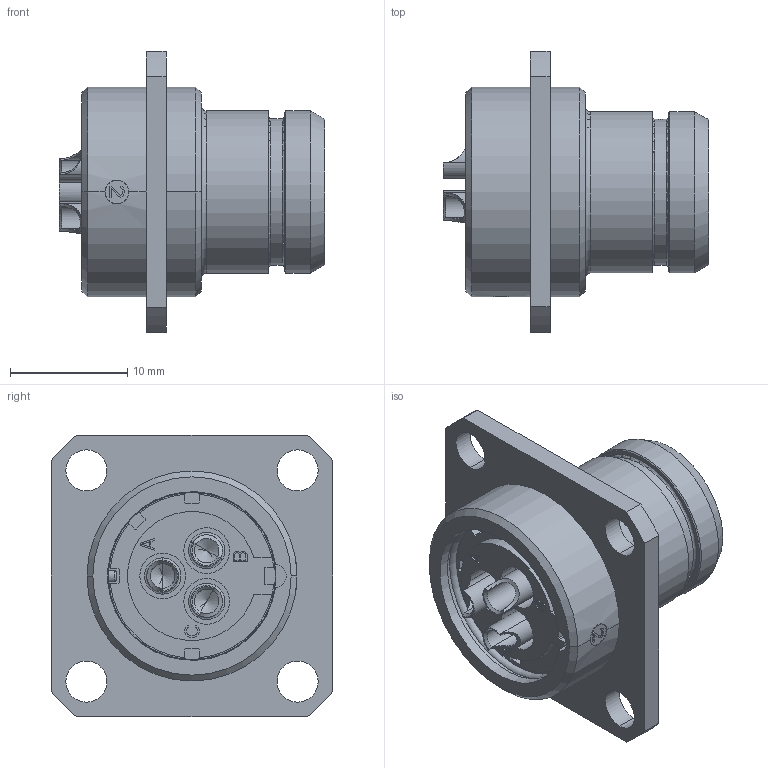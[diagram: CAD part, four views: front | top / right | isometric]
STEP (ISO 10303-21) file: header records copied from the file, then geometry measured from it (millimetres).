
FILE_DESCRIPTION((''),'2;1');
FILE_NAME('1332E103FZ','2024-07-24T09:45:52',('paultorloting'),('NET AG system integration'),'CREO PARAMETRIC BY PTC INC, 2021404','CREO PARAMETRIC BY PTC INC, 2021404','');
FILE_SCHEMA(('AUTOMOTIVE_DESIGN { 1 0 10303 214 1 1 1 1 }'));
Length unit declared in the file: millimetre
Products named in the file (1): 1332E103FZ
Bounding box: 22.6 x 24 x 24 mm (x, y, z)
Volume: 3886.6 mm3; surface area: 4301.1 mm2
Topology: 1 solids, 1 shells, 386 faces, 1048 edges, 680 vertices
Faces by surface type: plane 227, cylinder 96, cone 34, torus 28, bspline 1
Entity records: 15702 total; most frequent: CARTESIAN_POINT 2932, ORIENTED_EDGE 2072, DIRECTION 2014, EDGE_CURVE 1036, AXIS2_PLACEMENT_3D 686, VERTEX_POINT 680, VECTOR 639, LINE 639
